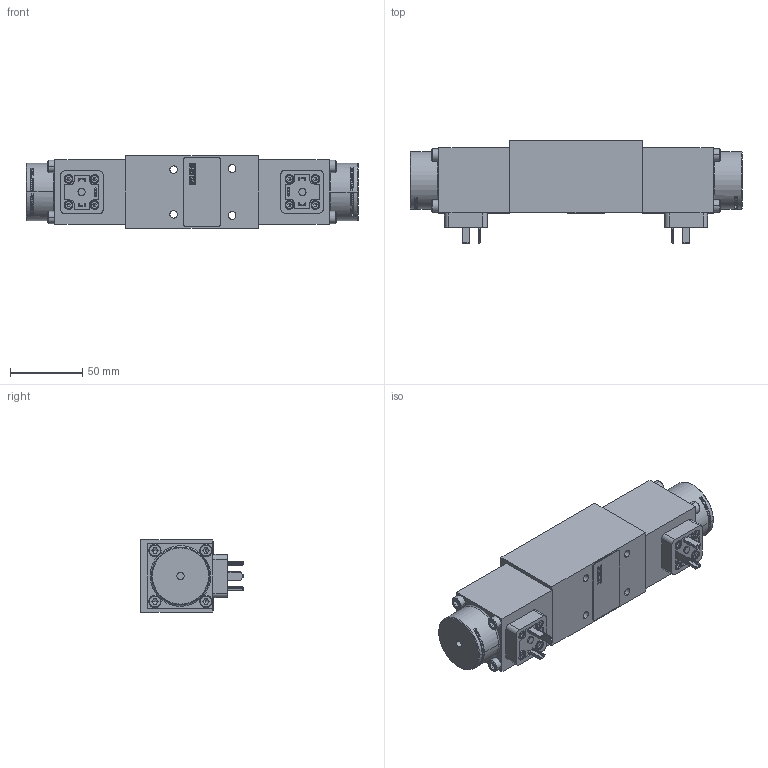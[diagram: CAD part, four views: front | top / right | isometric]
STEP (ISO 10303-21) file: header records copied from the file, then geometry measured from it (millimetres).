
FILE_DESCRIPTION (( 'STEP AP214' ), '1' );
FILE_NAME ('WV700-6-3_3_E.STEP', '2022-02-28T12:36:56', ( '' ), ( '' ), 'SwSTEP 2.0', 'SolidWorks 2020', '' );
FILE_SCHEMA (( 'AUTOMOTIVE_DESIGN' ));
Length unit declared in the file: millimetre
Products named in the file (1): WV700-6-3_3_E
Bounding box: 230 x 71 x 50 mm (x, y, z)
Volume: 488678.6 mm3; surface area: 71761.6 mm2
Topology: 1 solids, 33 shells, 1867 faces, 4765 edges, 3032 vertices
Faces by surface type: plane 871, bspline 509, cylinder 358, cone 129
Entity records: 96823 total; most frequent: CARTESIAN_POINT 34761, ORIENTED_EDGE 9370, DIRECTION 7474, EDGE_CURVE 4685, VERTEX_POINT 3032, LINE 2572, VECTOR 2572, AXIS2_PLACEMENT_3D 2451
